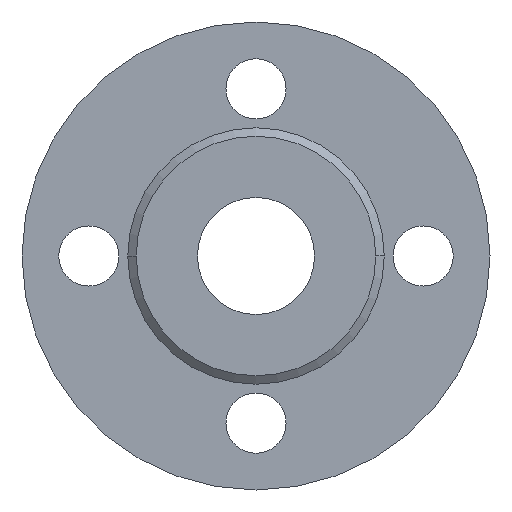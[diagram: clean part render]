
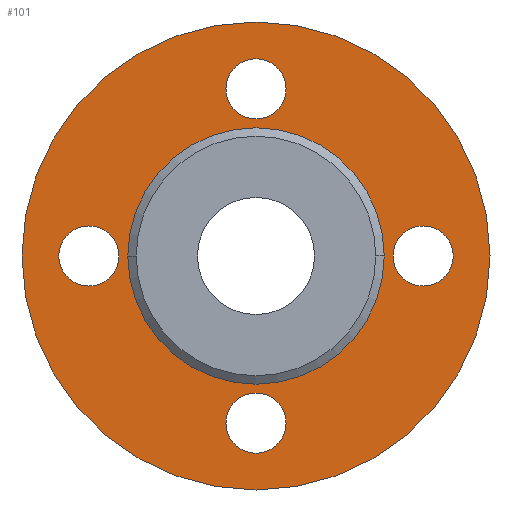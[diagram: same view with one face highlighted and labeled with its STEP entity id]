
A CAD part, front view. The second image highlights one B-rep face of the part: STEP entity #101.
In plain terms, the highlighted planar face has unit normal (0, -1, 0).
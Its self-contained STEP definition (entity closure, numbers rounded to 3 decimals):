
#5 = DIRECTION ( 'NONE',  ( -1., 0., 0. ) ) ;
#17 = EDGE_CURVE ( 'NONE', #869, #474, #26, .T. ) ;
#24 = ORIENTED_EDGE ( 'NONE', *, *, #262, .F. ) ;
#26 = CIRCLE ( 'NONE', #294, 9. ) ;
#37 = VERTEX_POINT ( 'NONE', #357 ) ;
#43 = CARTESIAN_POINT ( 'NONE',  ( 50., 2., 0. ) ) ;
#60 = EDGE_LOOP ( 'NONE', ( #158, #493 ) ) ;
#61 = CARTESIAN_POINT ( 'NONE',  ( 0., 2., 41. ) ) ;
#62 = DIRECTION ( 'NONE',  ( -1., 0., 0. ) ) ;
#68 = CARTESIAN_POINT ( 'NONE',  ( 0., 2., 0. ) ) ;
#74 = ORIENTED_EDGE ( 'NONE', *, *, #370, .F. ) ;
#76 = DIRECTION ( 'NONE',  ( 1., 0., 0. ) ) ;
#82 = CARTESIAN_POINT ( 'NONE',  ( 50., 2., 0. ) ) ;
#83 = CARTESIAN_POINT ( 'NONE',  ( 0., 2., 50. ) ) ;
#101 = ADVANCED_FACE ( 'NONE', ( #545, #261, #893, #745, #1107, #466 ), #372, .T. ) ;
#122 = EDGE_LOOP ( 'NONE', ( #488, #580 ) ) ;
#133 = DIRECTION ( 'NONE',  ( 0., -1., 0. ) ) ;
#146 = ORIENTED_EDGE ( 'NONE', *, *, #636, .F. ) ;
#152 = DIRECTION ( 'NONE',  ( 0., -1., 0. ) ) ;
#155 = EDGE_LOOP ( 'NONE', ( #74, #841 ) ) ;
#158 = ORIENTED_EDGE ( 'NONE', *, *, #200, .F. ) ;
#162 = DIRECTION ( 'NONE',  ( 0., -1., 0. ) ) ;
#165 = CARTESIAN_POINT ( 'NONE',  ( 59., 2., 0. ) ) ;
#166 = DIRECTION ( 'NONE',  ( 0., 1., 0. ) ) ;
#188 = CARTESIAN_POINT ( 'NONE',  ( -50., 2., 0. ) ) ;
#200 = EDGE_CURVE ( 'NONE', #688, #320, #1155, .T. ) ;
#202 = CIRCLE ( 'NONE', #368, 9. ) ;
#205 = VERTEX_POINT ( 'NONE', #601 ) ;
#217 = CIRCLE ( 'NONE', #441, 70. ) ;
#236 = AXIS2_PLACEMENT_3D ( 'NONE', #188, #552, #457 ) ;
#241 = AXIS2_PLACEMENT_3D ( 'NONE', #82, #986, #437 ) ;
#254 = EDGE_CURVE ( 'NONE', #37, #794, #482, .T. ) ;
#261 = FACE_BOUND ( 'NONE', #155, .T. ) ;
#262 = EDGE_CURVE ( 'NONE', #268, #400, #202, .T. ) ;
#268 = VERTEX_POINT ( 'NONE', #951 ) ;
#270 = DIRECTION ( 'NONE',  ( -1., 0., 0. ) ) ;
#281 = CIRCLE ( 'NONE', #236, 9. ) ;
#294 = AXIS2_PLACEMENT_3D ( 'NONE', #83, #341, #347 ) ;
#300 = EDGE_LOOP ( 'NONE', ( #1173, #146 ) ) ;
#320 = VERTEX_POINT ( 'NONE', #1060 ) ;
#330 = CARTESIAN_POINT ( 'NONE',  ( -38.346, 2., 0. ) ) ;
#334 = DIRECTION ( 'NONE',  ( -1., 0., 0. ) ) ;
#341 = DIRECTION ( 'NONE',  ( 0., -1., 0. ) ) ;
#345 = EDGE_CURVE ( 'NONE', #400, #268, #558, .T. ) ;
#347 = DIRECTION ( 'NONE',  ( -1., 0., 0. ) ) ;
#357 = CARTESIAN_POINT ( 'NONE',  ( 41., 2., 0. ) ) ;
#368 = AXIS2_PLACEMENT_3D ( 'NONE', #1052, #133, #664 ) ;
#370 = EDGE_CURVE ( 'NONE', #474, #869, #939, .T. ) ;
#372 = PLANE ( 'NONE',  #423 ) ;
#382 = CARTESIAN_POINT ( 'NONE',  ( 38.346, 2., 0. ) ) ;
#392 = EDGE_CURVE ( 'NONE', #205, #832, #1037, .T. ) ;
#400 = VERTEX_POINT ( 'NONE', #702 ) ;
#404 = DIRECTION ( 'NONE',  ( -1., 0., 0. ) ) ;
#423 = AXIS2_PLACEMENT_3D ( 'NONE', #557, #454, #734 ) ;
#427 = EDGE_CURVE ( 'NONE', #794, #37, #675, .T. ) ;
#434 = EDGE_CURVE ( 'NONE', #779, #514, #458, .T. ) ;
#437 = DIRECTION ( 'NONE',  ( 0., 0., 1. ) ) ;
#441 = AXIS2_PLACEMENT_3D ( 'NONE', #767, #486, #404 ) ;
#454 = DIRECTION ( 'NONE',  ( 0., -1., 0. ) ) ;
#457 = DIRECTION ( 'NONE',  ( 0., 0., -1. ) ) ;
#458 = CIRCLE ( 'NONE', #744, 38.346 ) ;
#466 = FACE_OUTER_BOUND ( 'NONE', #300, .T. ) ;
#474 = VERTEX_POINT ( 'NONE', #637 ) ;
#482 = CIRCLE ( 'NONE', #806, 9. ) ;
#486 = DIRECTION ( 'NONE',  ( 0., 1., 0. ) ) ;
#488 = ORIENTED_EDGE ( 'NONE', *, *, #427, .F. ) ;
#493 = ORIENTED_EDGE ( 'NONE', *, *, #550, .F. ) ;
#496 = ORIENTED_EDGE ( 'NONE', *, *, #434, .T. ) ;
#506 = DIRECTION ( 'NONE',  ( 0., -1., 0. ) ) ;
#507 = ORIENTED_EDGE ( 'NONE', *, *, #554, .T. ) ;
#514 = VERTEX_POINT ( 'NONE', #382 ) ;
#532 = DIRECTION ( 'NONE',  ( 0., -1., 0. ) ) ;
#537 = CARTESIAN_POINT ( 'NONE',  ( 0., 2., 50. ) ) ;
#544 = DIRECTION ( 'NONE',  ( 0., 1., 0. ) ) ;
#545 = FACE_BOUND ( 'NONE', #60, .T. ) ;
#550 = EDGE_CURVE ( 'NONE', #320, #688, #281, .T. ) ;
#552 = DIRECTION ( 'NONE',  ( 0., -1., 0. ) ) ;
#554 = EDGE_CURVE ( 'NONE', #514, #779, #689, .T. ) ;
#557 = CARTESIAN_POINT ( 'NONE',  ( -38.346, 2., 0. ) ) ;
#558 = CIRCLE ( 'NONE', #920, 9. ) ;
#575 = AXIS2_PLACEMENT_3D ( 'NONE', #909, #821, #5 ) ;
#578 = AXIS2_PLACEMENT_3D ( 'NONE', #68, #544, #62 ) ;
#580 = ORIENTED_EDGE ( 'NONE', *, *, #254, .F. ) ;
#587 = DIRECTION ( 'NONE',  ( 0., 0., 1. ) ) ;
#601 = CARTESIAN_POINT ( 'NONE',  ( -70., 2., 0. ) ) ;
#619 = AXIS2_PLACEMENT_3D ( 'NONE', #682, #506, #1047 ) ;
#636 = EDGE_CURVE ( 'NONE', #832, #205, #217, .T. ) ;
#637 = CARTESIAN_POINT ( 'NONE',  ( 0., 2., 59. ) ) ;
#664 = DIRECTION ( 'NONE',  ( 1., 0., 0. ) ) ;
#675 = CIRCLE ( 'NONE', #241, 9. ) ;
#682 = CARTESIAN_POINT ( 'NONE',  ( -50., 2., 0. ) ) ;
#688 = VERTEX_POINT ( 'NONE', #943 ) ;
#689 = CIRCLE ( 'NONE', #575, 38.346 ) ;
#699 = EDGE_LOOP ( 'NONE', ( #1022, #24 ) ) ;
#702 = CARTESIAN_POINT ( 'NONE',  ( 0., 2., -59. ) ) ;
#734 = DIRECTION ( 'NONE',  ( 1., 0., 0. ) ) ;
#744 = AXIS2_PLACEMENT_3D ( 'NONE', #802, #166, #334 ) ;
#745 = FACE_BOUND ( 'NONE', #699, .T. ) ;
#747 = EDGE_LOOP ( 'NONE', ( #496, #507 ) ) ;
#767 = CARTESIAN_POINT ( 'NONE',  ( 0., 2., 0. ) ) ;
#779 = VERTEX_POINT ( 'NONE', #330 ) ;
#794 = VERTEX_POINT ( 'NONE', #165 ) ;
#802 = CARTESIAN_POINT ( 'NONE',  ( 0., 2., 0. ) ) ;
#806 = AXIS2_PLACEMENT_3D ( 'NONE', #43, #152, #587 ) ;
#821 = DIRECTION ( 'NONE',  ( 0., 1., 0. ) ) ;
#832 = VERTEX_POINT ( 'NONE', #1071 ) ;
#841 = ORIENTED_EDGE ( 'NONE', *, *, #17, .F. ) ;
#869 = VERTEX_POINT ( 'NONE', #61 ) ;
#893 = FACE_BOUND ( 'NONE', #122, .T. ) ;
#909 = CARTESIAN_POINT ( 'NONE',  ( 0., 2., 0. ) ) ;
#920 = AXIS2_PLACEMENT_3D ( 'NONE', #972, #162, #76 ) ;
#939 = CIRCLE ( 'NONE', #1094, 9. ) ;
#943 = CARTESIAN_POINT ( 'NONE',  ( -59., 2., 0. ) ) ;
#951 = CARTESIAN_POINT ( 'NONE',  ( 0., 2., -41. ) ) ;
#972 = CARTESIAN_POINT ( 'NONE',  ( 0., 2., -50. ) ) ;
#986 = DIRECTION ( 'NONE',  ( 0., -1., 0. ) ) ;
#1022 = ORIENTED_EDGE ( 'NONE', *, *, #345, .F. ) ;
#1037 = CIRCLE ( 'NONE', #578, 70. ) ;
#1047 = DIRECTION ( 'NONE',  ( 0., 0., -1. ) ) ;
#1052 = CARTESIAN_POINT ( 'NONE',  ( 0., 2., -50. ) ) ;
#1060 = CARTESIAN_POINT ( 'NONE',  ( -41., 2., 0. ) ) ;
#1071 = CARTESIAN_POINT ( 'NONE',  ( 70., 2., 0. ) ) ;
#1094 = AXIS2_PLACEMENT_3D ( 'NONE', #537, #532, #270 ) ;
#1107 = FACE_BOUND ( 'NONE', #747, .T. ) ;
#1155 = CIRCLE ( 'NONE', #619, 9. ) ;
#1173 = ORIENTED_EDGE ( 'NONE', *, *, #392, .F. ) ;
